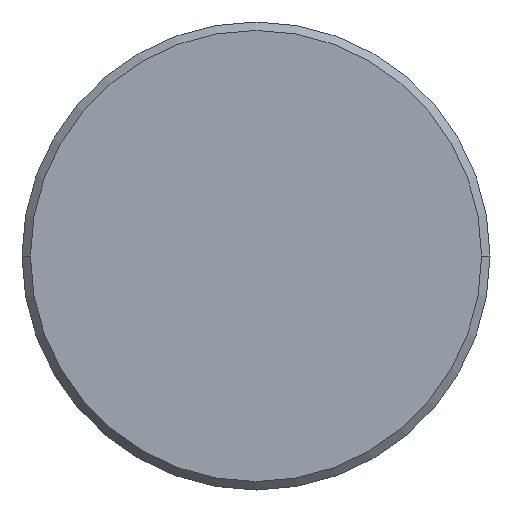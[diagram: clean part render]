
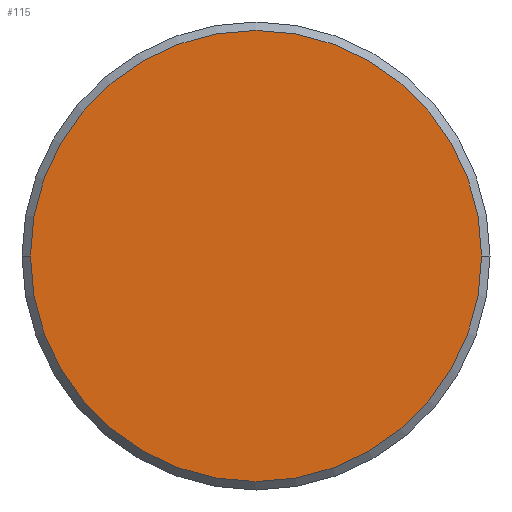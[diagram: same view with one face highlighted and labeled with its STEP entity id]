
A CAD part, front view. The second image highlights one B-rep face of the part: STEP entity #115.
In plain terms, the highlighted planar face has unit normal (0, -1, 0).
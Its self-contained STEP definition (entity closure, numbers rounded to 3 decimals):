
#115 = ADVANCED_FACE( '', ( #206 ), #207, .T. );
#206 = FACE_OUTER_BOUND( '', #304, .T. );
#207 = PLANE( '', #305 );
#304 = EDGE_LOOP( '', ( #609, #610 ) );
#305 = AXIS2_PLACEMENT_3D( '', #611, #612, #613 );
#609 = ORIENTED_EDGE( '', *, *, #677, .F. );
#610 = ORIENTED_EDGE( '', *, *, #748, .F. );
#611 = CARTESIAN_POINT( '', ( 9.64, 0., 0. ) );
#612 = DIRECTION( '', ( 0., -1., 0. ) );
#613 = DIRECTION( '', ( -1., 0., 0. ) );
#677 = EDGE_CURVE( '', #789, #791, #792, .T. );
#748 = EDGE_CURVE( '', #791, #789, #903, .T. );
#789 = VERTEX_POINT( '', #952 );
#791 = VERTEX_POINT( '', #955 );
#792 = CIRCLE( '', #956, 19.28 );
#903 = CIRCLE( '', #1300, 19.28 );
#952 = CARTESIAN_POINT( '', ( 19.28, 0., 0. ) );
#955 = CARTESIAN_POINT( '', ( -19.28, 0., 0. ) );
#956 = AXIS2_PLACEMENT_3D( '', #1351, #1352, #1353 );
#1300 = AXIS2_PLACEMENT_3D( '', #1458, #1459, #1460 );
#1351 = CARTESIAN_POINT( '', ( 0., 0., 0. ) );
#1352 = DIRECTION( '', ( 0., 1., 0. ) );
#1353 = DIRECTION( '', ( 1., 0., 0. ) );
#1458 = CARTESIAN_POINT( '', ( 0., 0., 0. ) );
#1459 = DIRECTION( '', ( 0., 1., 0. ) );
#1460 = DIRECTION( '', ( 1., 0., 0. ) );
